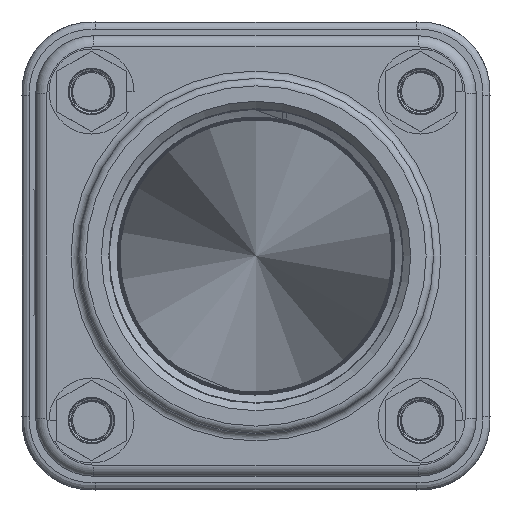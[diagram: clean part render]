
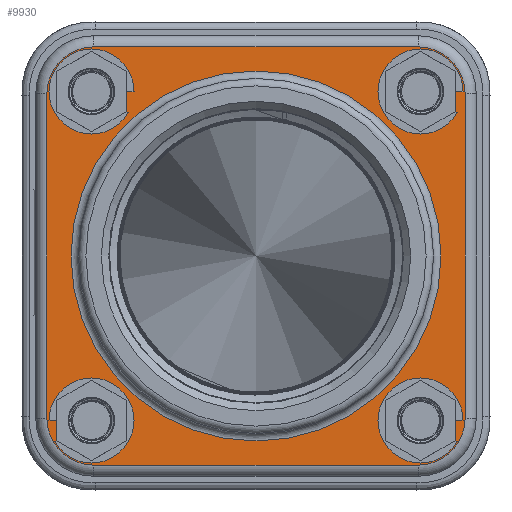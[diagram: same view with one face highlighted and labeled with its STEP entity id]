
A CAD part, front view. The second image highlights one B-rep face of the part: STEP entity #9930.
In plain terms, the highlighted face is planar.
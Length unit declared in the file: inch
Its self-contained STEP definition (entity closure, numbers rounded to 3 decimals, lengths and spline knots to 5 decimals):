
#618=FACE_BOUND('',#1936,.T.);
#619=FACE_BOUND('',#1937,.T.);
#620=FACE_BOUND('',#1938,.T.);
#621=FACE_BOUND('',#1939,.T.);
#622=FACE_BOUND('',#1940,.T.);
#797=PLANE('',#10948);
#1330=FACE_OUTER_BOUND('',#1935,.T.);
#1935=EDGE_LOOP('',(#8383,#8384,#8385,#8386,#8387,#8388,#8389,#8390));
#1936=EDGE_LOOP('',(#8391));
#1937=EDGE_LOOP('',(#8392));
#1938=EDGE_LOOP('',(#8393));
#1939=EDGE_LOOP('',(#8394));
#1940=EDGE_LOOP('',(#8395,#8396));
#2443=CIRCLE('',#10946,1.495);
#2444=CIRCLE('',#10947,1.495);
#2445=CIRCLE('',#10949,0.38);
#2446=CIRCLE('',#10950,0.38);
#2447=CIRCLE('',#10951,0.38);
#2448=CIRCLE('',#10952,0.38);
#2449=CIRCLE('',#10953,0.203);
#2450=CIRCLE('',#10954,0.203);
#2451=CIRCLE('',#10955,0.203);
#2452=CIRCLE('',#10956,0.203);
#3124=LINE('',#21171,#3795);
#3125=LINE('',#21175,#3796);
#3126=LINE('',#21179,#3797);
#3127=LINE('',#21183,#3798);
#3795=VECTOR('',#13075,0.3937);
#3796=VECTOR('',#13078,0.3937);
#3797=VECTOR('',#13081,0.3937);
#3798=VECTOR('',#13084,0.3937);
#4613=VERTEX_POINT('',#21163);
#4614=VERTEX_POINT('',#21165);
#4615=VERTEX_POINT('',#21169);
#4616=VERTEX_POINT('',#21170);
#4617=VERTEX_POINT('',#21172);
#4618=VERTEX_POINT('',#21174);
#4619=VERTEX_POINT('',#21176);
#4620=VERTEX_POINT('',#21178);
#4621=VERTEX_POINT('',#21180);
#4622=VERTEX_POINT('',#21182);
#4623=VERTEX_POINT('',#21185);
#4624=VERTEX_POINT('',#21187);
#4625=VERTEX_POINT('',#21189);
#4626=VERTEX_POINT('',#21191);
#5927=EDGE_CURVE('',#4613,#4614,#2443,.T.);
#5928=EDGE_CURVE('',#4614,#4613,#2444,.T.);
#5929=EDGE_CURVE('',#4615,#4616,#3124,.T.);
#5930=EDGE_CURVE('',#4617,#4615,#2445,.T.);
#5931=EDGE_CURVE('',#4618,#4617,#3125,.T.);
#5932=EDGE_CURVE('',#4619,#4618,#2446,.T.);
#5933=EDGE_CURVE('',#4620,#4619,#3126,.T.);
#5934=EDGE_CURVE('',#4621,#4620,#2447,.T.);
#5935=EDGE_CURVE('',#4622,#4621,#3127,.T.);
#5936=EDGE_CURVE('',#4616,#4622,#2448,.T.);
#5937=EDGE_CURVE('',#4623,#4623,#2449,.T.);
#5938=EDGE_CURVE('',#4624,#4624,#2450,.T.);
#5939=EDGE_CURVE('',#4625,#4625,#2451,.T.);
#5940=EDGE_CURVE('',#4626,#4626,#2452,.T.);
#8383=ORIENTED_EDGE('',*,*,#5929,.F.);
#8384=ORIENTED_EDGE('',*,*,#5930,.F.);
#8385=ORIENTED_EDGE('',*,*,#5931,.F.);
#8386=ORIENTED_EDGE('',*,*,#5932,.F.);
#8387=ORIENTED_EDGE('',*,*,#5933,.F.);
#8388=ORIENTED_EDGE('',*,*,#5934,.F.);
#8389=ORIENTED_EDGE('',*,*,#5935,.F.);
#8390=ORIENTED_EDGE('',*,*,#5936,.F.);
#8391=ORIENTED_EDGE('',*,*,#5937,.T.);
#8392=ORIENTED_EDGE('',*,*,#5938,.T.);
#8393=ORIENTED_EDGE('',*,*,#5939,.T.);
#8394=ORIENTED_EDGE('',*,*,#5940,.T.);
#8395=ORIENTED_EDGE('',*,*,#5928,.F.);
#8396=ORIENTED_EDGE('',*,*,#5927,.F.);
#9930=ADVANCED_FACE('',(#1330,#618,#619,#620,#621,#622),#797,.T.);
#10946=AXIS2_PLACEMENT_3D('',#21166,#13069,#13070);
#10947=AXIS2_PLACEMENT_3D('',#21167,#13071,#13072);
#10948=AXIS2_PLACEMENT_3D('',#21168,#13073,#13074);
#10949=AXIS2_PLACEMENT_3D('',#21173,#13076,#13077);
#10950=AXIS2_PLACEMENT_3D('',#21177,#13079,#13080);
#10951=AXIS2_PLACEMENT_3D('',#21181,#13082,#13083);
#10952=AXIS2_PLACEMENT_3D('',#21184,#13085,#13086);
#10953=AXIS2_PLACEMENT_3D('',#21186,#13087,#13088);
#10954=AXIS2_PLACEMENT_3D('',#21188,#13089,#13090);
#10955=AXIS2_PLACEMENT_3D('',#21190,#13091,#13092);
#10956=AXIS2_PLACEMENT_3D('',#21192,#13093,#13094);
#13069=DIRECTION('center_axis',(-1.,0.,0.));
#13070=DIRECTION('ref_axis',(0.,-1.,0.));
#13071=DIRECTION('center_axis',(-1.,0.,0.));
#13072=DIRECTION('ref_axis',(0.,-1.,0.));
#13073=DIRECTION('center_axis',(-1.,0.,0.));
#13074=DIRECTION('ref_axis',(0.,0.,1.));
#13075=DIRECTION('',(0.,0.,1.));
#13076=DIRECTION('center_axis',(1.,0.,0.));
#13077=DIRECTION('ref_axis',(0.,0.707,-0.707));
#13078=DIRECTION('',(0.,1.,0.));
#13079=DIRECTION('center_axis',(1.,0.,0.));
#13080=DIRECTION('ref_axis',(0.,-0.707,-0.707));
#13081=DIRECTION('',(0.,0.,-1.));
#13082=DIRECTION('center_axis',(1.,0.,0.));
#13083=DIRECTION('ref_axis',(0.,-0.707,0.707));
#13084=DIRECTION('',(0.,-1.,0.));
#13085=DIRECTION('center_axis',(1.,0.,0.));
#13086=DIRECTION('ref_axis',(0.,0.707,0.707));
#13087=DIRECTION('center_axis',(1.,0.,0.));
#13088=DIRECTION('ref_axis',(0.,0.,1.));
#13089=DIRECTION('center_axis',(1.,0.,0.));
#13090=DIRECTION('ref_axis',(0.,1.,0.));
#13091=DIRECTION('center_axis',(1.,0.,0.));
#13092=DIRECTION('ref_axis',(0.,0.,-1.));
#13093=DIRECTION('center_axis',(1.,0.,0.));
#13094=DIRECTION('ref_axis',(0.,-1.,0.));
#21163=CARTESIAN_POINT('',(-0.75,0.,1.495));
#21165=CARTESIAN_POINT('',(-0.75,1.495,0.));
#21166=CARTESIAN_POINT('Origin',(-0.75,0.,0.));
#21167=CARTESIAN_POINT('Origin',(-0.75,0.,0.));
#21168=CARTESIAN_POINT('Origin',(-0.75,1.6075,0.));
#21169=CARTESIAN_POINT('',(-0.75,1.69,-1.31));
#21170=CARTESIAN_POINT('',(-0.75,1.69,1.31));
#21171=CARTESIAN_POINT('',(-0.75,1.69,-0.655));
#21172=CARTESIAN_POINT('',(-0.75,1.31,-1.69));
#21173=CARTESIAN_POINT('Origin',(-0.75,1.31,-1.31));
#21174=CARTESIAN_POINT('',(-0.75,-1.31,-1.69));
#21175=CARTESIAN_POINT('',(-0.75,0.14875,-1.69));
#21176=CARTESIAN_POINT('',(-0.75,-1.69,-1.31));
#21177=CARTESIAN_POINT('Origin',(-0.75,-1.31,-1.31));
#21178=CARTESIAN_POINT('',(-0.75,-1.69,1.31));
#21179=CARTESIAN_POINT('',(-0.75,-1.69,0.655));
#21180=CARTESIAN_POINT('',(-0.75,-1.31,1.69));
#21181=CARTESIAN_POINT('Origin',(-0.75,-1.31,1.31));
#21182=CARTESIAN_POINT('',(-0.75,1.31,1.69));
#21183=CARTESIAN_POINT('',(-0.75,1.45875,1.69));
#21184=CARTESIAN_POINT('Origin',(-0.75,1.31,1.31));
#21185=CARTESIAN_POINT('',(-0.75,1.32936,-1.53236));
#21186=CARTESIAN_POINT('Origin',(-0.75,1.32936,-1.32936));
#21187=CARTESIAN_POINT('',(-0.75,-1.53236,-1.32936));
#21188=CARTESIAN_POINT('Origin',(-0.75,-1.32936,-1.32936));
#21189=CARTESIAN_POINT('',(-0.75,-1.32936,1.53236));
#21190=CARTESIAN_POINT('Origin',(-0.75,-1.32936,1.32936));
#21191=CARTESIAN_POINT('',(-0.75,1.53236,1.32936));
#21192=CARTESIAN_POINT('Origin',(-0.75,1.32936,1.32936));
